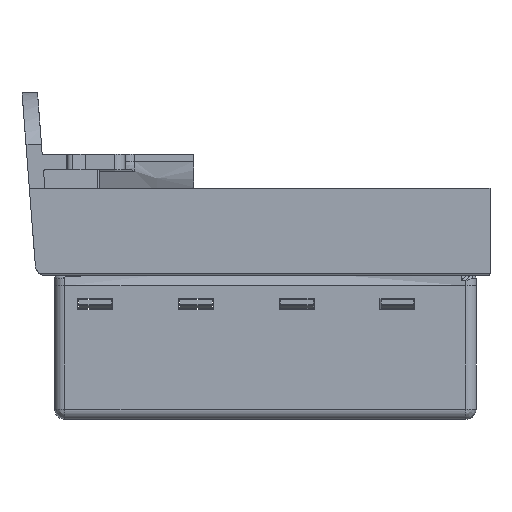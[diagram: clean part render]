
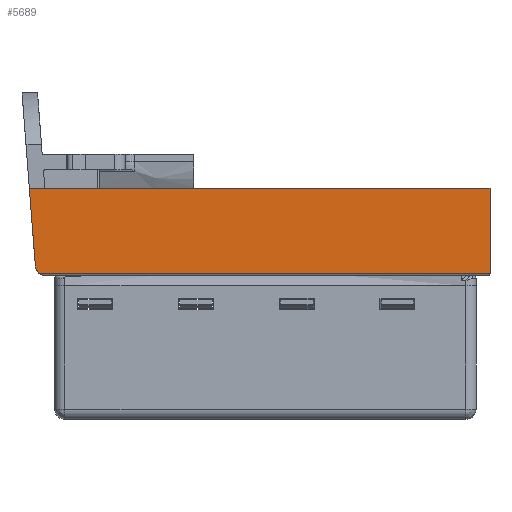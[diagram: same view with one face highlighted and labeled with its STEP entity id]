
A CAD part, left-side view. The second image highlights one B-rep face of the part: STEP entity #5689.
In plain terms, the highlighted planar face has unit normal (1, 0, 0).
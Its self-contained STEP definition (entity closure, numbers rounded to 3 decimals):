
#286 = EDGE_CURVE ( 'NONE', #5061, #16971, #6477, .T. ) ;
#1672 = VECTOR ( 'NONE', #14008, 1000. ) ;
#1774 = LINE ( 'NONE', #14031, #1672 ) ;
#1925 = CARTESIAN_POINT ( 'NONE',  ( -13.25, 29.104, 22.5 ) ) ;
#2067 = EDGE_CURVE ( 'NONE', #4233, #16971, #14132, .T. ) ;
#2215 = DIRECTION ( 'NONE',  ( 0., 1., 0. ) ) ;
#2249 = DIRECTION ( 'NONE',  ( 1., 0., 0. ) ) ;
#2271 = CARTESIAN_POINT ( 'NONE',  ( -13.25, 27.524, 15. ) ) ;
#3164 = CARTESIAN_POINT ( 'NONE',  ( -13.25, 27.6, 22.5 ) ) ;
#3679 = LINE ( 'NONE', #5491, #3715 ) ;
#3715 = VECTOR ( 'NONE', #5604, 1000. ) ;
#4233 = VERTEX_POINT ( 'NONE', #8759 ) ;
#4859 = VECTOR ( 'NONE', #8622, 1000. ) ;
#5061 = VERTEX_POINT ( 'NONE', #1925 ) ;
#5491 = CARTESIAN_POINT ( 'NONE',  ( -13.25, -15.7, 17.5 ) ) ;
#5604 = DIRECTION ( 'NONE',  ( 0., 0., 1. ) ) ;
#5689 = ADVANCED_FACE ( 'NONE', ( #16829 ), #5742, .T. ) ;
#5742 = PLANE ( 'NONE',  #14024 ) ;
#5767 = DIRECTION ( 'NONE',  ( 0., 1., 0. ) ) ;
#5793 = CARTESIAN_POINT ( 'NONE',  ( -13.25, 28.72, 17.5 ) ) ;
#6477 = LINE ( 'NONE', #10505, #7214 ) ;
#7214 = VECTOR ( 'NONE', #10520, 1000. ) ;
#7482 = DIRECTION ( 'NONE',  ( 1., 0., 0. ) ) ;
#7917 = EDGE_CURVE ( 'NONE', #16928, #4233, #1774, .T. ) ;
#7982 = EDGE_LOOP ( 'NONE', ( #10337, #9994, #9766, #8317, #8920 ) ) ;
#8240 = EDGE_CURVE ( 'NONE', #16928, #13805, #3679, .T. ) ;
#8317 = ORIENTED_EDGE ( 'NONE', *, *, #11204, .T. ) ;
#8622 = DIRECTION ( 'NONE',  ( 0., -1., 0. ) ) ;
#8759 = CARTESIAN_POINT ( 'NONE',  ( -13.25, 28.124, 14.2 ) ) ;
#8920 = ORIENTED_EDGE ( 'NONE', *, *, #8240, .F. ) ;
#9766 = ORIENTED_EDGE ( 'NONE', *, *, #286, .F. ) ;
#9994 = ORIENTED_EDGE ( 'NONE', *, *, #2067, .T. ) ;
#10337 = ORIENTED_EDGE ( 'NONE', *, *, #7917, .T. ) ;
#10505 = CARTESIAN_POINT ( 'NONE',  ( -13.25, 28.45, 14. ) ) ;
#10520 = DIRECTION ( 'NONE',  ( 0., -0.077, -0.997 ) ) ;
#10984 = AXIS2_PLACEMENT_3D ( 'NONE', #2271, #2249, #2215 ) ;
#11204 = EDGE_CURVE ( 'NONE', #5061, #13805, #14187, .T. ) ;
#13805 = VERTEX_POINT ( 'NONE', #17063 ) ;
#14008 = DIRECTION ( 'NONE',  ( 0., 1., 0. ) ) ;
#14024 = AXIS2_PLACEMENT_3D ( 'NONE', #5793, #7482, #5767 ) ;
#14031 = CARTESIAN_POINT ( 'NONE',  ( -13.25, 28.72, 14.2 ) ) ;
#14132 = CIRCLE ( 'NONE', #10984, 1. ) ;
#14141 = CARTESIAN_POINT ( 'NONE',  ( -13.25, -15.7, 14.2 ) ) ;
#14187 = LINE ( 'NONE', #3164, #4859 ) ;
#15521 = CARTESIAN_POINT ( 'NONE',  ( -13.25, 28.521, 14.923 ) ) ;
#16829 = FACE_OUTER_BOUND ( 'NONE', #7982, .T. ) ;
#16928 = VERTEX_POINT ( 'NONE', #14141 ) ;
#16971 = VERTEX_POINT ( 'NONE', #15521 ) ;
#17063 = CARTESIAN_POINT ( 'NONE',  ( -13.25, -15.7, 22.5 ) ) ;
